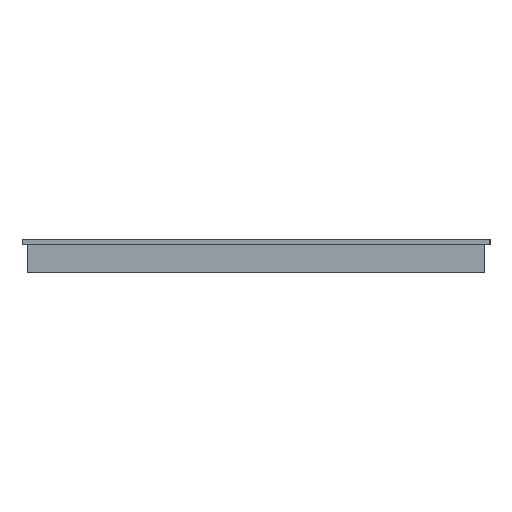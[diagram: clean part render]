
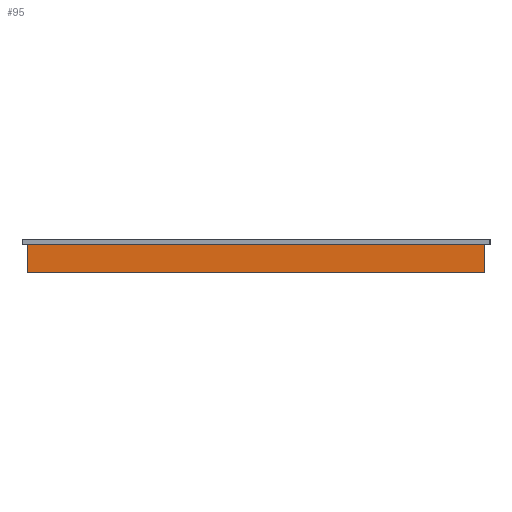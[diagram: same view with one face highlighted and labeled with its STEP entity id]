
A CAD part, left-side view. The second image highlights one B-rep face of the part: STEP entity #95.
In plain terms, the highlighted planar face has unit normal (-1, 0, 0).
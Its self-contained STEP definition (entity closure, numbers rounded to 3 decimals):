
#31 = VERTEX_POINT ( 'NONE', #2083 ) ;
#90 = EDGE_LOOP ( 'NONE', ( #1064, #1806, #1651, #804 ) ) ;
#95 = ADVANCED_FACE ( 'NONE', ( #1653 ), #313, .F. ) ;
#100 = CARTESIAN_POINT ( 'NONE',  ( -42.5, 0., -4. ) ) ;
#128 = CARTESIAN_POINT ( 'NONE',  ( -42.5, 32.5, 0. ) ) ;
#133 = AXIS2_PLACEMENT_3D ( 'NONE', #1822, #972, #489 ) ;
#186 = EDGE_CURVE ( 'NONE', #965, #707, #817, .T. ) ;
#313 = PLANE ( 'NONE',  #133 ) ;
#489 = DIRECTION ( 'NONE',  ( 0., 0., -1. ) ) ;
#569 = CARTESIAN_POINT ( 'NONE',  ( -42.5, 32.5, -4. ) ) ;
#601 = EDGE_CURVE ( 'NONE', #31, #707, #1090, .T. ) ;
#615 = DIRECTION ( 'NONE',  ( 0., 0., 1. ) ) ;
#707 = VERTEX_POINT ( 'NONE', #128 ) ;
#804 = ORIENTED_EDGE ( 'NONE', *, *, #953, .T. ) ;
#817 = LINE ( 'NONE', #1491, #1986 ) ;
#924 = CARTESIAN_POINT ( 'NONE',  ( -42.5, -32.5, -4. ) ) ;
#953 = EDGE_CURVE ( 'NONE', #1289, #965, #1918, .T. ) ;
#965 = VERTEX_POINT ( 'NONE', #1414 ) ;
#972 = DIRECTION ( 'NONE',  ( 1., 0., 0. ) ) ;
#1064 = ORIENTED_EDGE ( 'NONE', *, *, #186, .T. ) ;
#1090 = LINE ( 'NONE', #569, #1779 ) ;
#1236 = LINE ( 'NONE', #100, #1319 ) ;
#1289 = VERTEX_POINT ( 'NONE', #1891 ) ;
#1319 = VECTOR ( 'NONE', #2060, 1000. ) ;
#1414 = CARTESIAN_POINT ( 'NONE',  ( -42.5, -32.5, 0. ) ) ;
#1462 = EDGE_CURVE ( 'NONE', #1289, #31, #1236, .T. ) ;
#1491 = CARTESIAN_POINT ( 'NONE',  ( -42.5, 0., 0. ) ) ;
#1651 = ORIENTED_EDGE ( 'NONE', *, *, #1462, .F. ) ;
#1653 = FACE_OUTER_BOUND ( 'NONE', #90, .T. ) ;
#1719 = DIRECTION ( 'NONE',  ( 0., 0., 1. ) ) ;
#1779 = VECTOR ( 'NONE', #615, 1000. ) ;
#1806 = ORIENTED_EDGE ( 'NONE', *, *, #601, .F. ) ;
#1822 = CARTESIAN_POINT ( 'NONE',  ( -42.5, 0., -4. ) ) ;
#1855 = DIRECTION ( 'NONE',  ( 0., 1., 0. ) ) ;
#1891 = CARTESIAN_POINT ( 'NONE',  ( -42.5, -32.5, -4. ) ) ;
#1918 = LINE ( 'NONE', #924, #1987 ) ;
#1986 = VECTOR ( 'NONE', #1855, 1000. ) ;
#1987 = VECTOR ( 'NONE', #1719, 1000. ) ;
#2060 = DIRECTION ( 'NONE',  ( 0., 1., 0. ) ) ;
#2083 = CARTESIAN_POINT ( 'NONE',  ( -42.5, 32.5, -4. ) ) ;
